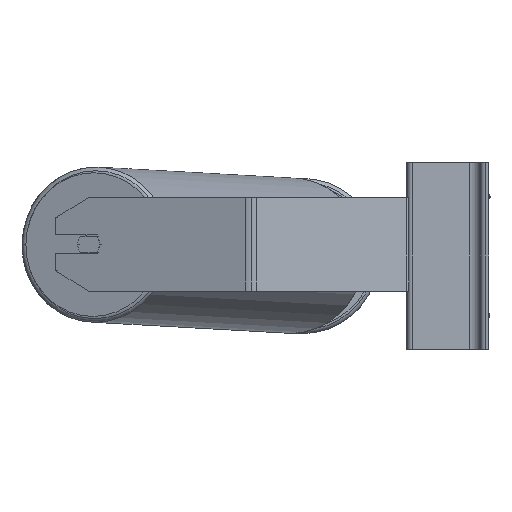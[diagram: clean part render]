
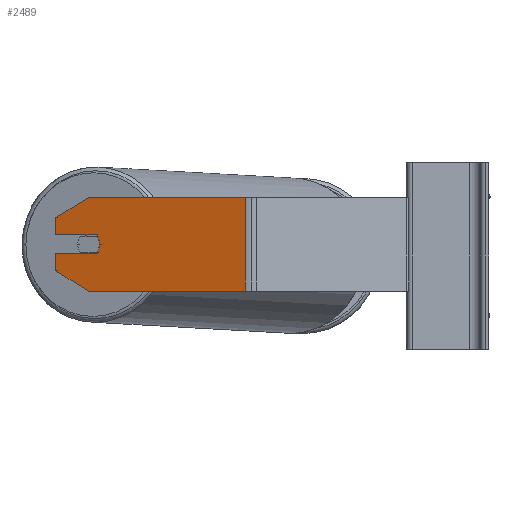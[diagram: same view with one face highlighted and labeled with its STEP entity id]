
A CAD part, left-side view. The second image highlights one B-rep face of the part: STEP entity #2489.
In plain terms, the highlighted planar face has unit normal (-0.94, 0.342, 0).
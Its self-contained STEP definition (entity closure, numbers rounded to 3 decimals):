
#102 = VERTEX_POINT ( 'NONE', #10324 ) ;
#209 = CARTESIAN_POINT ( 'NONE',  ( -773.481, 283.49, 10. ) ) ;
#313 = PLANE ( 'NONE',  #1645 ) ;
#379 = CARTESIAN_POINT ( 'NONE',  ( -763.22, 311.681, 32.679 ) ) ;
#431 = CARTESIAN_POINT ( 'NONE',  ( -822.255, 149.485, -30. ) ) ;
#439 = LINE ( 'NONE', #3699, #9043 ) ;
#445 = ORIENTED_EDGE ( 'NONE', *, *, #6046, .T. ) ;
#552 = CARTESIAN_POINT ( 'NONE',  ( -763.22, 311.681, -30. ) ) ;
#572 = CARTESIAN_POINT ( 'NONE',  ( -763.22, 311.681, -12.679 ) ) ;
#922 = VERTEX_POINT ( 'NONE', #1173 ) ;
#932 = EDGE_CURVE ( 'NONE', #922, #8890, #7607, .T. ) ;
#950 = VERTEX_POINT ( 'NONE', #7156 ) ;
#1173 = CARTESIAN_POINT ( 'NONE',  ( -763.22, 311.681, 2. ) ) ;
#1271 = AXIS2_PLACEMENT_3D ( 'NONE', #9762, #4702, #3790 ) ;
#1471 = CARTESIAN_POINT ( 'NONE',  ( -763.22, 311.681, 50. ) ) ;
#1475 = ORIENTED_EDGE ( 'NONE', *, *, #8573, .F. ) ;
#1645 = AXIS2_PLACEMENT_3D ( 'NONE', #10475, #8034, #3777 ) ;
#1862 = DIRECTION ( 'NONE',  ( 0.342, 0.94, 0. ) ) ;
#1894 = VECTOR ( 'NONE', #4410, 1000. ) ;
#1961 = VERTEX_POINT ( 'NONE', #2626 ) ;
#1972 = VERTEX_POINT ( 'NONE', #6967 ) ;
#1995 = CIRCLE ( 'NONE', #5936, 10. ) ;
#2112 = ORIENTED_EDGE ( 'NONE', *, *, #7907, .T. ) ;
#2115 = CARTESIAN_POINT ( 'NONE',  ( -773.481, 283.49, -30. ) ) ;
#2168 = EDGE_CURVE ( 'NONE', #7335, #1961, #9005, .T. ) ;
#2320 = EDGE_CURVE ( 'NONE', #1961, #102, #4252, .T. ) ;
#2489 = ADVANCED_FACE ( 'NONE', ( #9307 ), #313, .F. ) ;
#2626 = CARTESIAN_POINT ( 'NONE',  ( -775.533, 277.852, 18. ) ) ;
#2815 = CARTESIAN_POINT ( 'NONE',  ( -775.533, 277.852, 2. ) ) ;
#2982 = CARTESIAN_POINT ( 'NONE',  ( -763.22, 311.681, 32.679 ) ) ;
#3066 = DIRECTION ( 'NONE',  ( 0., 0., -1. ) ) ;
#3084 = VECTOR ( 'NONE', #3066, 1000. ) ;
#3166 = VERTEX_POINT ( 'NONE', #431 ) ;
#3367 = DIRECTION ( 'NONE',  ( -0.94, 0.342, 0. ) ) ;
#3568 = DIRECTION ( 'NONE',  ( -0.342, -0.94, 0. ) ) ;
#3644 = VERTEX_POINT ( 'NONE', #572 ) ;
#3699 = CARTESIAN_POINT ( 'NONE',  ( -822.255, 149.485, 50. ) ) ;
#3777 = DIRECTION ( 'NONE',  ( 0.342, 0.94, 0. ) ) ;
#3790 = DIRECTION ( 'NONE',  ( -0.342, -0.94, 0. ) ) ;
#3808 = LINE ( 'NONE', #1471, #4267 ) ;
#3872 = DIRECTION ( 'NONE',  ( 0.296, 0.814, -0.5 ) ) ;
#4252 = LINE ( 'NONE', #5778, #10379 ) ;
#4267 = VECTOR ( 'NONE', #6287, 1000. ) ;
#4410 = DIRECTION ( 'NONE',  ( -0.342, -0.94, 0. ) ) ;
#4511 = LINE ( 'NONE', #5224, #1894 ) ;
#4620 = DIRECTION ( 'NONE',  ( -0.342, -0.94, 0. ) ) ;
#4659 = EDGE_CURVE ( 'NONE', #1972, #3166, #439, .T. ) ;
#4698 = EDGE_CURVE ( 'NONE', #3644, #950, #5403, .T. ) ;
#4702 = DIRECTION ( 'NONE',  ( -0.94, 0.342, 0. ) ) ;
#4843 = CARTESIAN_POINT ( 'NONE',  ( -776.901, 274.093, 10. ) ) ;
#5055 = ORIENTED_EDGE ( 'NONE', *, *, #4698, .T. ) ;
#5090 = VECTOR ( 'NONE', #3872, 1000. ) ;
#5224 = CARTESIAN_POINT ( 'NONE',  ( -763.22, 311.681, 50. ) ) ;
#5342 = EDGE_CURVE ( 'NONE', #8890, #7335, #1995, .T. ) ;
#5403 = LINE ( 'NONE', #2115, #7470 ) ;
#5778 = CARTESIAN_POINT ( 'NONE',  ( -763.22, 311.681, 18. ) ) ;
#5936 = AXIS2_PLACEMENT_3D ( 'NONE', #209, #3367, #6743 ) ;
#6046 = EDGE_CURVE ( 'NONE', #7397, #10488, #10529, .T. ) ;
#6155 = ORIENTED_EDGE ( 'NONE', *, *, #932, .F. ) ;
#6287 = DIRECTION ( 'NONE',  ( 0., 0., -1. ) ) ;
#6394 = LINE ( 'NONE', #552, #7728 ) ;
#6508 = CARTESIAN_POINT ( 'NONE',  ( -773.481, 283.49, 50. ) ) ;
#6743 = DIRECTION ( 'NONE',  ( -0.342, -0.94, 0. ) ) ;
#6967 = CARTESIAN_POINT ( 'NONE',  ( -822.255, 149.485, 50. ) ) ;
#7002 = ORIENTED_EDGE ( 'NONE', *, *, #8701, .T. ) ;
#7131 = CARTESIAN_POINT ( 'NONE',  ( -763.22, 311.681, 50. ) ) ;
#7156 = CARTESIAN_POINT ( 'NONE',  ( -773.481, 283.49, -30. ) ) ;
#7230 = ORIENTED_EDGE ( 'NONE', *, *, #4659, .F. ) ;
#7335 = VERTEX_POINT ( 'NONE', #4843 ) ;
#7397 = VERTEX_POINT ( 'NONE', #6508 ) ;
#7470 = VECTOR ( 'NONE', #8033, 1000. ) ;
#7607 = LINE ( 'NONE', #7658, #9533 ) ;
#7658 = CARTESIAN_POINT ( 'NONE',  ( -763.22, 311.681, 2. ) ) ;
#7728 = VECTOR ( 'NONE', #4620, 1000. ) ;
#7889 = LINE ( 'NONE', #7131, #3084 ) ;
#7907 = EDGE_CURVE ( 'NONE', #922, #3644, #7889, .T. ) ;
#8033 = DIRECTION ( 'NONE',  ( -0.296, -0.814, -0.5 ) ) ;
#8034 = DIRECTION ( 'NONE',  ( 0.94, -0.342, 0. ) ) ;
#8166 = EDGE_LOOP ( 'NONE', ( #2112, #5055, #7002, #7230, #1475, #445, #10285, #9945, #10305, #8821, #6155 ) ) ;
#8573 = EDGE_CURVE ( 'NONE', #7397, #1972, #4511, .T. ) ;
#8701 = EDGE_CURVE ( 'NONE', #950, #3166, #6394, .T. ) ;
#8779 = EDGE_CURVE ( 'NONE', #10488, #102, #3808, .T. ) ;
#8821 = ORIENTED_EDGE ( 'NONE', *, *, #5342, .F. ) ;
#8890 = VERTEX_POINT ( 'NONE', #2815 ) ;
#9005 = CIRCLE ( 'NONE', #1271, 10. ) ;
#9043 = VECTOR ( 'NONE', #9493, 1000. ) ;
#9307 = FACE_OUTER_BOUND ( 'NONE', #8166, .T. ) ;
#9493 = DIRECTION ( 'NONE',  ( 0., 0., -1. ) ) ;
#9533 = VECTOR ( 'NONE', #3568, 1000. ) ;
#9762 = CARTESIAN_POINT ( 'NONE',  ( -773.481, 283.49, 10. ) ) ;
#9945 = ORIENTED_EDGE ( 'NONE', *, *, #2320, .F. ) ;
#10285 = ORIENTED_EDGE ( 'NONE', *, *, #8779, .T. ) ;
#10305 = ORIENTED_EDGE ( 'NONE', *, *, #2168, .F. ) ;
#10324 = CARTESIAN_POINT ( 'NONE',  ( -763.22, 311.681, 18. ) ) ;
#10379 = VECTOR ( 'NONE', #1862, 1000. ) ;
#10475 = CARTESIAN_POINT ( 'NONE',  ( -763.22, 311.681, 50. ) ) ;
#10488 = VERTEX_POINT ( 'NONE', #379 ) ;
#10529 = LINE ( 'NONE', #2982, #5090 ) ;
